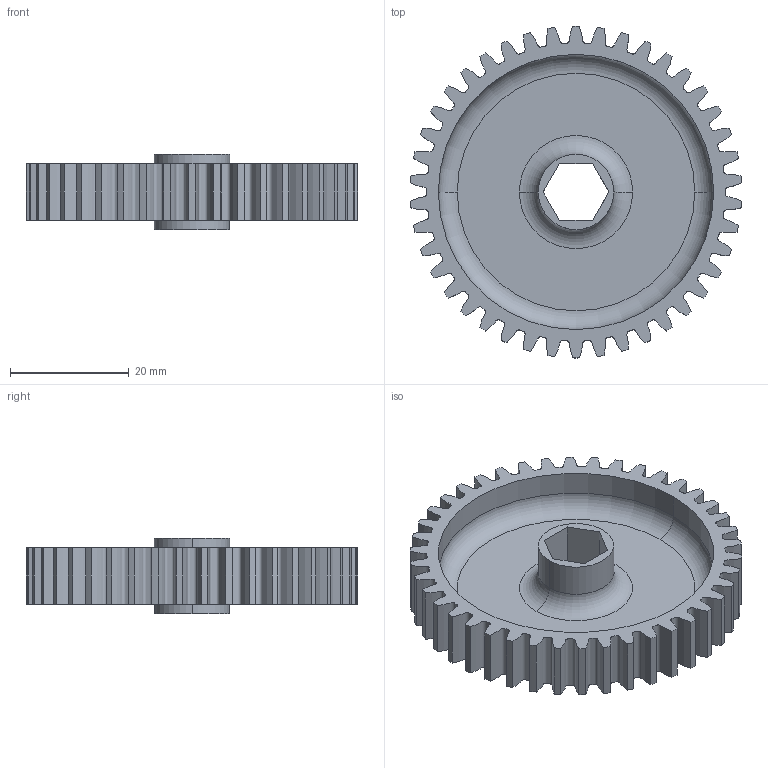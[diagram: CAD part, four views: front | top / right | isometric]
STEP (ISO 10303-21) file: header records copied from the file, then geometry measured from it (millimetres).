
FILE_DESCRIPTION (( 'STEP AP214' ), '1' );
FILE_NAME ('WCP-0541 Rev1.step', '2022-12-20T22:45:01', ( '' ), ( '' ), 'SwSTEP 2.0', 'SolidWorks 2020', '' );
FILE_SCHEMA (( 'AUTOMOTIVE_DESIGN' ));
Length unit declared in the file: inch
Products named in the file (1): WCP-0541 Rev1
Bounding box: 55.8 x 55.88 x 12.65 mm (x, y, z)
Volume: 10313.5 mm3; surface area: 9144.9 mm2
Topology: 1 solids, 1 shells, 107 faces, 305 edges, 202 vertices
Faces by surface type: cylinder 48, bspline 42, plane 13, torus 4
Entity records: 17079 total; most frequent: CARTESIAN_POINT 14433, ORIENTED_EDGE 610, DIRECTION 457, EDGE_CURVE 305, VERTEX_POINT 202, AXIS2_PLACEMENT_3D 170, VECTOR 117, LINE 117
